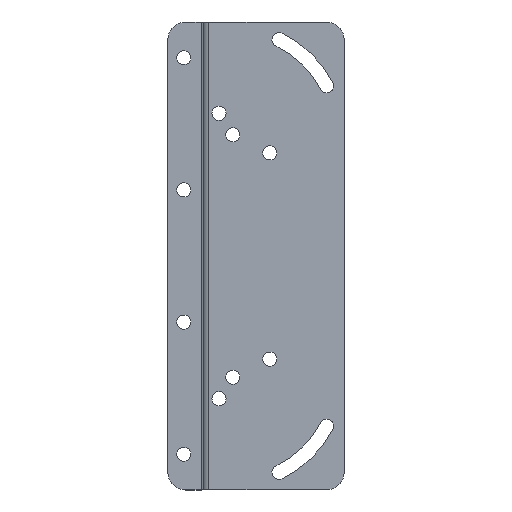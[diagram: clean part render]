
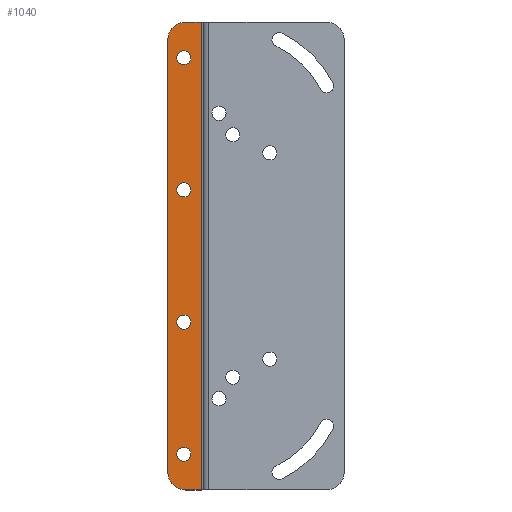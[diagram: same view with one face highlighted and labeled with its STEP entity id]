
A CAD part, top view. The second image highlights one B-rep face of the part: STEP entity #1040.
In plain terms, the highlighted planar face has unit normal (0, 0, 1).
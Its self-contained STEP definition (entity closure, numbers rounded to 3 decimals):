
#25 = DIRECTION ( 'NONE',  ( 0., -1., 0. ) ) ;
#28 = EDGE_CURVE ( 'NONE', #667, #794, #1717, .T. ) ;
#38 = FACE_BOUND ( 'NONE', #228, .T. ) ;
#41 = CARTESIAN_POINT ( 'NONE',  ( -41., -37.5, -1.757 ) ) ;
#45 = AXIS2_PLACEMENT_3D ( 'NONE', #502, #770, #1288 ) ;
#48 = EDGE_CURVE ( 'NONE', #66, #808, #1438, .T. ) ;
#66 = VERTEX_POINT ( 'NONE', #285 ) ;
#98 = CARTESIAN_POINT ( 'NONE',  ( -37., 37.5, -1.757 ) ) ;
#115 = CARTESIAN_POINT ( 'NONE',  ( 50.558, 132.75, -1.757 ) ) ;
#121 = LINE ( 'NONE', #774, #1507 ) ;
#122 = VECTOR ( 'NONE', #1598, 1000. ) ;
#127 = AXIS2_PLACEMENT_3D ( 'NONE', #1085, #686, #1585 ) ;
#158 = ORIENTED_EDGE ( 'NONE', *, *, #707, .F. ) ;
#224 = CARTESIAN_POINT ( 'NONE',  ( 50.558, -132.75, -1.757 ) ) ;
#226 = VERTEX_POINT ( 'NONE', #1223 ) ;
#228 = EDGE_LOOP ( 'NONE', ( #1702, #940 ) ) ;
#236 = EDGE_CURVE ( 'NONE', #1655, #1184, #242, .T. ) ;
#242 = CIRCLE ( 'NONE', #1667, 10. ) ;
#285 = CARTESIAN_POINT ( 'NONE',  ( -37., 112.5, -1.757 ) ) ;
#290 = CARTESIAN_POINT ( 'NONE',  ( -40., 122.75, -1.757 ) ) ;
#298 = DIRECTION ( 'NONE',  ( 0., 0., 1. ) ) ;
#328 = CARTESIAN_POINT ( 'NONE',  ( -40., 132.75, -1.757 ) ) ;
#335 = CIRCLE ( 'NONE', #127, 4. ) ;
#343 = CARTESIAN_POINT ( 'NONE',  ( -45., 112.5, -1.757 ) ) ;
#371 = ORIENTED_EDGE ( 'NONE', *, *, #48, .F. ) ;
#373 = CIRCLE ( 'NONE', #1158, 4. ) ;
#402 = EDGE_LOOP ( 'NONE', ( #371, #1379 ) ) ;
#412 = DIRECTION ( 'NONE',  ( -1., 0., 0. ) ) ;
#415 = CIRCLE ( 'NONE', #755, 4. ) ;
#424 = CIRCLE ( 'NONE', #1036, 4. ) ;
#428 = ORIENTED_EDGE ( 'NONE', *, *, #28, .T. ) ;
#452 = CARTESIAN_POINT ( 'NONE',  ( 0.558, 0., -1.757 ) ) ;
#459 = VERTEX_POINT ( 'NONE', #98 ) ;
#481 = ORIENTED_EDGE ( 'NONE', *, *, #236, .T. ) ;
#502 = CARTESIAN_POINT ( 'NONE',  ( -41., -37.5, -1.757 ) ) ;
#513 = DIRECTION ( 'NONE',  ( 0., 0., 1. ) ) ;
#564 = CARTESIAN_POINT ( 'NONE',  ( -41., 37.5, -1.757 ) ) ;
#570 = FACE_BOUND ( 'NONE', #883, .T. ) ;
#593 = EDGE_CURVE ( 'NONE', #1409, #1344, #335, .T. ) ;
#617 = VECTOR ( 'NONE', #412, 1000. ) ;
#649 = ORIENTED_EDGE ( 'NONE', *, *, #1141, .T. ) ;
#653 = LINE ( 'NONE', #115, #617 ) ;
#667 = VERTEX_POINT ( 'NONE', #967 ) ;
#682 = CARTESIAN_POINT ( 'NONE',  ( -41., 37.5, -1.757 ) ) ;
#684 = EDGE_CURVE ( 'NONE', #715, #459, #867, .T. ) ;
#686 = DIRECTION ( 'NONE',  ( 0., 0., 1. ) ) ;
#707 = EDGE_CURVE ( 'NONE', #1102, #226, #415, .T. ) ;
#715 = VERTEX_POINT ( 'NONE', #1101 ) ;
#733 = CIRCLE ( 'NONE', #816, 4. ) ;
#755 = AXIS2_PLACEMENT_3D ( 'NONE', #41, #1656, #25 ) ;
#770 = DIRECTION ( 'NONE',  ( 0., 0., 1. ) ) ;
#774 = CARTESIAN_POINT ( 'NONE',  ( -50., -132.75, -1.757 ) ) ;
#782 = EDGE_CURVE ( 'NONE', #226, #1102, #1418, .T. ) ;
#794 = VERTEX_POINT ( 'NONE', #903 ) ;
#808 = VERTEX_POINT ( 'NONE', #343 ) ;
#816 = AXIS2_PLACEMENT_3D ( 'NONE', #682, #298, #826 ) ;
#826 = DIRECTION ( 'NONE',  ( 0., -1., 0. ) ) ;
#827 = EDGE_CURVE ( 'NONE', #1222, #667, #1185, .T. ) ;
#854 = DIRECTION ( 'NONE',  ( 0., -1., 0. ) ) ;
#867 = CIRCLE ( 'NONE', #1692, 4. ) ;
#870 = ORIENTED_EDGE ( 'NONE', *, *, #1188, .T. ) ;
#883 = EDGE_LOOP ( 'NONE', ( #1239, #1119 ) ) ;
#903 = CARTESIAN_POINT ( 'NONE',  ( -31.043, 132.75, -1.757 ) ) ;
#907 = DIRECTION ( 'NONE',  ( 0., -1., 0. ) ) ;
#908 = CARTESIAN_POINT ( 'NONE',  ( -41., 112.5, -1.757 ) ) ;
#914 = DIRECTION ( 'NONE',  ( 0., 0., 1. ) ) ;
#923 = CARTESIAN_POINT ( 'NONE',  ( -37., -37.5, -1.757 ) ) ;
#926 = ORIENTED_EDGE ( 'NONE', *, *, #827, .T. ) ;
#940 = ORIENTED_EDGE ( 'NONE', *, *, #593, .F. ) ;
#960 = CIRCLE ( 'NONE', #987, 10. ) ;
#967 = CARTESIAN_POINT ( 'NONE',  ( -31.043, -132.75, -1.757 ) ) ;
#971 = FACE_BOUND ( 'NONE', #402, .T. ) ;
#987 = AXIS2_PLACEMENT_3D ( 'NONE', #1716, #1037, #907 ) ;
#1014 = CARTESIAN_POINT ( 'NONE',  ( -45., -112.5, -1.757 ) ) ;
#1036 = AXIS2_PLACEMENT_3D ( 'NONE', #1327, #914, #1433 ) ;
#1037 = DIRECTION ( 'NONE',  ( 0., 0., 1. ) ) ;
#1040 = ADVANCED_FACE ( 'NONE', ( #971, #570, #1631, #38, #1117 ), #1641, .T. ) ;
#1085 = CARTESIAN_POINT ( 'NONE',  ( -41., -112.5, -1.757 ) ) ;
#1101 = CARTESIAN_POINT ( 'NONE',  ( -45., 37.5, -1.757 ) ) ;
#1102 = VERTEX_POINT ( 'NONE', #923 ) ;
#1114 = EDGE_CURVE ( 'NONE', #1344, #1409, #373, .T. ) ;
#1117 = FACE_OUTER_BOUND ( 'NONE', #1601, .T. ) ;
#1119 = ORIENTED_EDGE ( 'NONE', *, *, #684, .F. ) ;
#1141 = EDGE_CURVE ( 'NONE', #794, #1655, #653, .T. ) ;
#1158 = AXIS2_PLACEMENT_3D ( 'NONE', #1207, #1180, #1318 ) ;
#1171 = CARTESIAN_POINT ( 'NONE',  ( -37., -112.5, -1.757 ) ) ;
#1180 = DIRECTION ( 'NONE',  ( 0., 0., 1. ) ) ;
#1184 = VERTEX_POINT ( 'NONE', #1578 ) ;
#1185 = LINE ( 'NONE', #224, #1267 ) ;
#1188 = EDGE_CURVE ( 'NONE', #1184, #1192, #121, .T. ) ;
#1192 = VERTEX_POINT ( 'NONE', #1303 ) ;
#1204 = DIRECTION ( 'NONE',  ( 0., -1., 0. ) ) ;
#1207 = CARTESIAN_POINT ( 'NONE',  ( -41., -112.5, -1.757 ) ) ;
#1217 = EDGE_CURVE ( 'NONE', #459, #715, #733, .T. ) ;
#1222 = VERTEX_POINT ( 'NONE', #1249 ) ;
#1223 = CARTESIAN_POINT ( 'NONE',  ( -45., -37.5, -1.757 ) ) ;
#1239 = ORIENTED_EDGE ( 'NONE', *, *, #1217, .F. ) ;
#1249 = CARTESIAN_POINT ( 'NONE',  ( -40., -132.75, -1.757 ) ) ;
#1267 = VECTOR ( 'NONE', #1679, 1000. ) ;
#1288 = DIRECTION ( 'NONE',  ( 0., -1., 0. ) ) ;
#1303 = CARTESIAN_POINT ( 'NONE',  ( -50., -122.75, -1.757 ) ) ;
#1309 = DIRECTION ( 'NONE',  ( 0., -1., 0. ) ) ;
#1312 = CARTESIAN_POINT ( 'NONE',  ( -31.043, 0., -1.757 ) ) ;
#1314 = EDGE_LOOP ( 'NONE', ( #158, #1358 ) ) ;
#1316 = ORIENTED_EDGE ( 'NONE', *, *, #1734, .T. ) ;
#1318 = DIRECTION ( 'NONE',  ( 0., -1., 0. ) ) ;
#1325 = DIRECTION ( 'NONE',  ( 0., 0., 1. ) ) ;
#1327 = CARTESIAN_POINT ( 'NONE',  ( -41., 112.5, -1.757 ) ) ;
#1344 = VERTEX_POINT ( 'NONE', #1171 ) ;
#1358 = ORIENTED_EDGE ( 'NONE', *, *, #782, .F. ) ;
#1379 = ORIENTED_EDGE ( 'NONE', *, *, #1704, .F. ) ;
#1409 = VERTEX_POINT ( 'NONE', #1014 ) ;
#1418 = CIRCLE ( 'NONE', #45, 4. ) ;
#1433 = DIRECTION ( 'NONE',  ( 0., -1., 0. ) ) ;
#1438 = CIRCLE ( 'NONE', #1549, 4. ) ;
#1457 = DIRECTION ( 'NONE',  ( 0., -1., 0. ) ) ;
#1507 = VECTOR ( 'NONE', #1309, 1000. ) ;
#1508 = DIRECTION ( 'NONE',  ( 1., 0., 0. ) ) ;
#1534 = AXIS2_PLACEMENT_3D ( 'NONE', #452, #1653, #1508 ) ;
#1549 = AXIS2_PLACEMENT_3D ( 'NONE', #908, #513, #1457 ) ;
#1578 = CARTESIAN_POINT ( 'NONE',  ( -50., 122.75, -1.757 ) ) ;
#1585 = DIRECTION ( 'NONE',  ( 0., -1., 0. ) ) ;
#1598 = DIRECTION ( 'NONE',  ( 0., 1., 0. ) ) ;
#1601 = EDGE_LOOP ( 'NONE', ( #649, #481, #870, #1316, #926, #428 ) ) ;
#1631 = FACE_BOUND ( 'NONE', #1314, .T. ) ;
#1641 = PLANE ( 'NONE',  #1534 ) ;
#1647 = DIRECTION ( 'NONE',  ( 0., 0., 1. ) ) ;
#1653 = DIRECTION ( 'NONE',  ( 0., 0., 1. ) ) ;
#1655 = VERTEX_POINT ( 'NONE', #328 ) ;
#1656 = DIRECTION ( 'NONE',  ( 0., 0., 1. ) ) ;
#1667 = AXIS2_PLACEMENT_3D ( 'NONE', #290, #1325, #1204 ) ;
#1679 = DIRECTION ( 'NONE',  ( 1., 0., 0. ) ) ;
#1692 = AXIS2_PLACEMENT_3D ( 'NONE', #564, #1647, #854 ) ;
#1702 = ORIENTED_EDGE ( 'NONE', *, *, #1114, .F. ) ;
#1704 = EDGE_CURVE ( 'NONE', #808, #66, #424, .T. ) ;
#1716 = CARTESIAN_POINT ( 'NONE',  ( -40., -122.75, -1.757 ) ) ;
#1717 = LINE ( 'NONE', #1312, #122 ) ;
#1734 = EDGE_CURVE ( 'NONE', #1192, #1222, #960, .T. ) ;
